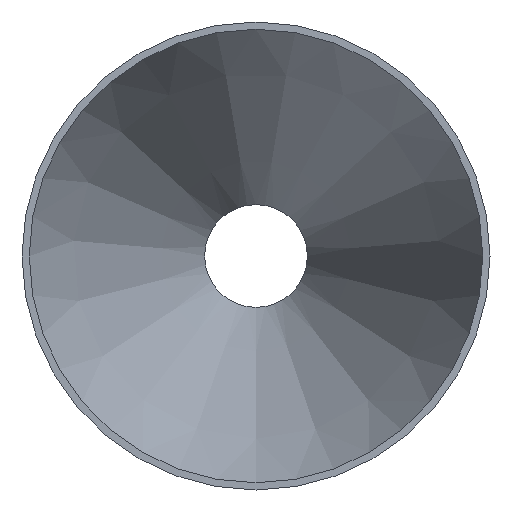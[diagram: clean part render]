
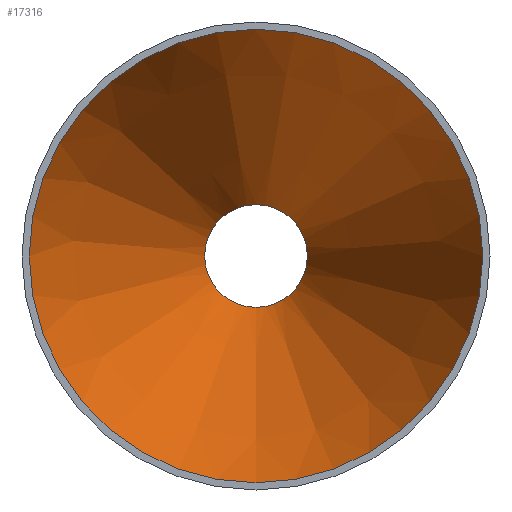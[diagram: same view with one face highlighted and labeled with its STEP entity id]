
A CAD part, front view. The second image highlights one B-rep face of the part: STEP entity #17316.
In plain terms, the highlighted conical face has half-angle 22.402 degrees and reference radius 67.687 mm.
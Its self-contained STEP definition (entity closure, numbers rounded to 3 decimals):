
#621 = EDGE_CURVE ( 'NONE', #4856, #4856, #9787, .T. ) ;
#4478 = DIRECTION ( 'NONE',  ( 0., -1., 0. ) ) ;
#4807 = CARTESIAN_POINT ( 'NONE',  ( 0., 0., 0. ) ) ;
#4856 = VERTEX_POINT ( 'NONE', #25799 ) ;
#6675 = DIRECTION ( 'NONE',  ( 0., -1., 0. ) ) ;
#7290 = FACE_BOUND ( 'NONE', #12472, .T. ) ;
#8714 = AXIS2_PLACEMENT_3D ( 'NONE', #4807, #4478, #17174 ) ;
#9311 = CARTESIAN_POINT ( 'NONE',  ( 0., 0., 0. ) ) ;
#9787 = CIRCLE ( 'NONE', #22443, 15.337 ) ;
#11070 = ORIENTED_EDGE ( 'NONE', *, *, #621, .F. ) ;
#12059 = CIRCLE ( 'NONE', #19431, 67.687 ) ;
#12472 = EDGE_LOOP ( 'NONE', ( #11070 ) ) ;
#16051 = VERTEX_POINT ( 'NONE', #21007 ) ;
#16916 = DIRECTION ( 'NONE',  ( 0., -1., 0. ) ) ;
#17174 = DIRECTION ( 'NONE',  ( 0., 0., -1. ) ) ;
#17316 = ADVANCED_FACE ( 'NONE', ( #7290, #30035 ), #28681, .F. ) ;
#19414 = ORIENTED_EDGE ( 'NONE', *, *, #31521, .T. ) ;
#19431 = AXIS2_PLACEMENT_3D ( 'NONE', #9311, #6675, #26964 ) ;
#19577 = EDGE_LOOP ( 'NONE', ( #19414 ) ) ;
#21007 = CARTESIAN_POINT ( 'NONE',  ( 0., 0., -67.687 ) ) ;
#22443 = AXIS2_PLACEMENT_3D ( 'NONE', #29938, #16916, #31757 ) ;
#25799 = CARTESIAN_POINT ( 'NONE',  ( 0., 127., -15.337 ) ) ;
#26964 = DIRECTION ( 'NONE',  ( 0., 0., -1. ) ) ;
#28681 = CONICAL_SURFACE ( 'NONE', #8714, 67.687, 0.391 ) ;
#29938 = CARTESIAN_POINT ( 'NONE',  ( 0., 127., 0. ) ) ;
#30035 = FACE_OUTER_BOUND ( 'NONE', #19577, .T. ) ;
#31521 = EDGE_CURVE ( 'NONE', #16051, #16051, #12059, .T. ) ;
#31757 = DIRECTION ( 'NONE',  ( 0., 0., -1. ) ) ;
